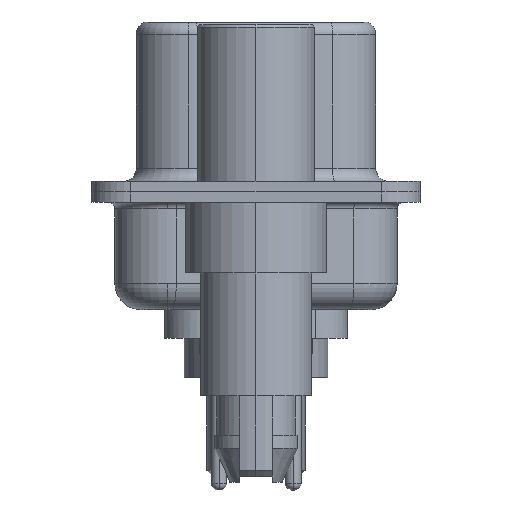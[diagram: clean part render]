
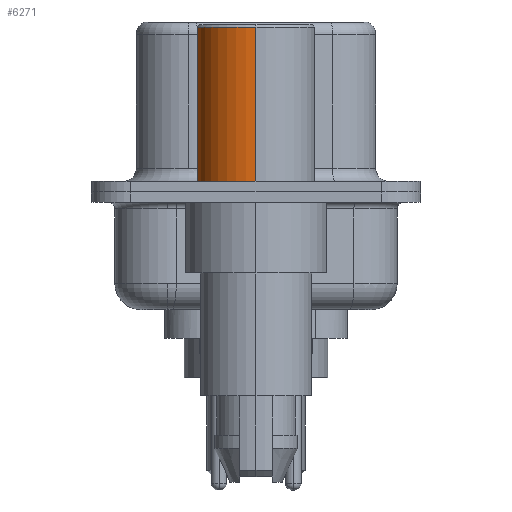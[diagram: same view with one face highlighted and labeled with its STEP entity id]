
A CAD part, left-side view. The second image highlights one B-rep face of the part: STEP entity #6271.
In plain terms, the highlighted cylindrical face has radius 2.25 mm (diameter 4.5 mm), a partial arc.
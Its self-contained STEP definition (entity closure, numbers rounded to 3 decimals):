
#220 = VERTEX_POINT ( 'NONE', #6531 ) ;
#516 = ORIENTED_EDGE ( 'NONE', *, *, #4265, .F. ) ;
#948 = AXIS2_PLACEMENT_3D ( 'NONE', #2112, #20466, #2197 ) ;
#1047 = VERTEX_POINT ( 'NONE', #8104 ) ;
#1177 = DIRECTION ( 'NONE',  ( 0., 0., 1. ) ) ;
#1618 = CYLINDRICAL_SURFACE ( 'NONE', #948, 2.25 ) ;
#1905 = DIRECTION ( 'NONE',  ( 0., 0., 1. ) ) ;
#1909 = CARTESIAN_POINT ( 'NONE',  ( 0., 0., 6.3 ) ) ;
#2112 = CARTESIAN_POINT ( 'NONE',  ( 0., 0., 0.581 ) ) ;
#2152 = CARTESIAN_POINT ( 'NONE',  ( 2.25, 0., 0.581 ) ) ;
#2197 = DIRECTION ( 'NONE',  ( 1., 0., 0. ) ) ;
#2797 = EDGE_CURVE ( 'NONE', #1047, #220, #5217, .T. ) ;
#4265 = EDGE_CURVE ( 'NONE', #220, #19785, #16303, .T. ) ;
#4337 = AXIS2_PLACEMENT_3D ( 'NONE', #10807, #1177, #12427 ) ;
#5036 = CARTESIAN_POINT ( 'NONE',  ( -2.25, 0., 0.4 ) ) ;
#5078 = CARTESIAN_POINT ( 'NONE',  ( -2.25, 0., 0.581 ) ) ;
#5092 = DIRECTION ( 'NONE',  ( 1., 0., 0. ) ) ;
#5217 = LINE ( 'NONE', #2152, #13288 ) ;
#5329 = ORIENTED_EDGE ( 'NONE', *, *, #16146, .T. ) ;
#6271 = ADVANCED_FACE ( 'NONE', ( #10676 ), #1618, .T. ) ;
#6531 = CARTESIAN_POINT ( 'NONE',  ( 2.25, 0., 6.3 ) ) ;
#8104 = CARTESIAN_POINT ( 'NONE',  ( 2.25, 0., 0.4 ) ) ;
#8808 = AXIS2_PLACEMENT_3D ( 'NONE', #1909, #1905, #5092 ) ;
#9560 = VERTEX_POINT ( 'NONE', #5036 ) ;
#10174 = ORIENTED_EDGE ( 'NONE', *, *, #20225, .T. ) ;
#10460 = EDGE_LOOP ( 'NONE', ( #5329, #10174, #516, #16239 ) ) ;
#10676 = FACE_OUTER_BOUND ( 'NONE', #10460, .T. ) ;
#10807 = CARTESIAN_POINT ( 'NONE',  ( 0., 0., 0.4 ) ) ;
#12427 = DIRECTION ( 'NONE',  ( 1., 0., 0. ) ) ;
#13288 = VECTOR ( 'NONE', #17288, 1000. ) ;
#15046 = VECTOR ( 'NONE', #16350, 1000. ) ;
#16073 = LINE ( 'NONE', #5078, #15046 ) ;
#16146 = EDGE_CURVE ( 'NONE', #1047, #9560, #17752, .T. ) ;
#16239 = ORIENTED_EDGE ( 'NONE', *, *, #2797, .F. ) ;
#16303 = CIRCLE ( 'NONE', #8808, 2.25 ) ;
#16350 = DIRECTION ( 'NONE',  ( 0., 0., 1. ) ) ;
#16832 = CARTESIAN_POINT ( 'NONE',  ( -2.25, 0., 6.3 ) ) ;
#17288 = DIRECTION ( 'NONE',  ( 0., 0., 1. ) ) ;
#17752 = CIRCLE ( 'NONE', #4337, 2.25 ) ;
#19785 = VERTEX_POINT ( 'NONE', #16832 ) ;
#20225 = EDGE_CURVE ( 'NONE', #9560, #19785, #16073, .T. ) ;
#20466 = DIRECTION ( 'NONE',  ( 0., 0., 1. ) ) ;
